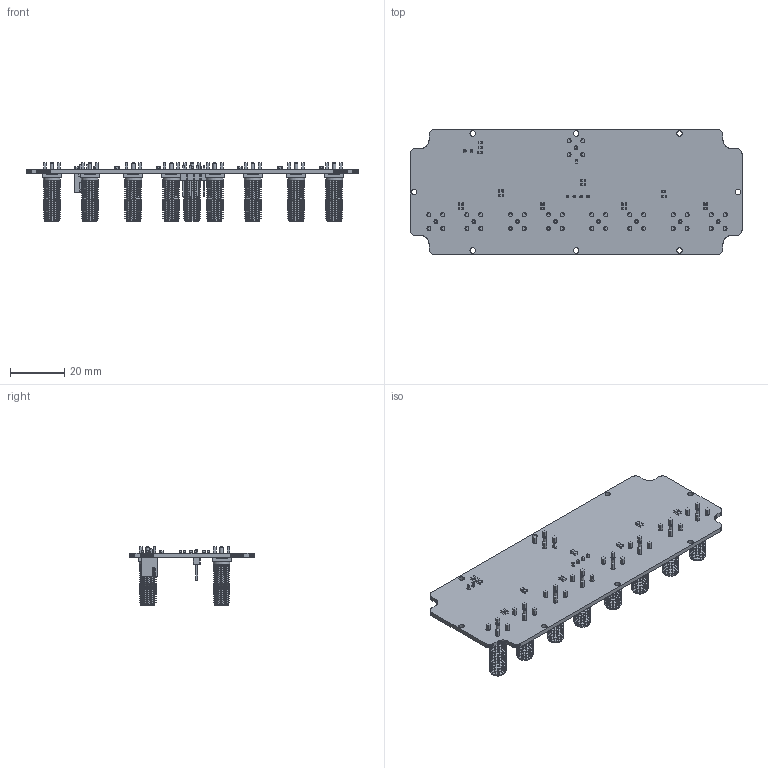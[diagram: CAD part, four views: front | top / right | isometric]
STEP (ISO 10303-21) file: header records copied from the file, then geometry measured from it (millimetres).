
FILE_DESCRIPTION(('KiCad electronic assembly'),'2;1');
FILE_NAME('TX_switch_cavity(2mm).step','2023-07-15T11:42:37',('Pcbnew'), ('Kicad'),'Open CASCADE STEP processor 7.6','KiCad to STEP converter', 'Unknown');
FILE_SCHEMA(('AUTOMOTIVE_DESIGN { 1 0 10303 214 1 1 1 1 }'));
Length unit declared in the file: millimetre
Products named in the file (10): TX_switch_cavity(2mm) 1; C_0603_1608Metric; SOLID; SMA_Amphenol_132291_Vertical; PinHeader_1x04_P2.54mm_Vertical; JST_XH_B2B-XH-A_1x02_P2.50mm_Vertical; PCB
Assembly tree (34 placements, depth 3):
  TX_switch_cavity(2mm) 1
    C_0603_1608Metric  x18
      SOLID
    SMA_Amphenol_132291_Vertical  x9
      SOLID
    PinHeader_1x04_P2.54mm_Vertical
      SOLID
    JST_XH_B2B-XH-A_1x02_P2.50mm_Vertical
      SOLID
    PCB
Bounding box: 122.3 x 46.1 x 21.52 mm (x, y, z)
Volume: 12933.4 mm3; surface area: 18973.9 mm2
Topology: 30 solids, 30 shells, 2155 faces, 5037 edges, 3053 vertices
Faces by surface type: plane 1048, cylinder 702, cone 405
Full cylindrical faces by diameter (mm): 0.96 x9, 1 x6, 1.27 x9, 1.4 x9, 1.5 x36, 2 x8, 3.8 x9, 4.06 x9, 4.65 x9, 5.3 x189, 6.19 x189
Entity records: 40758 total; most frequent: CARTESIAN_POINT 6938, DIRECTION 5902, LINE 4138, VECTOR 4138, ORIENTED_EDGE 3034, PCURVE 3034, DEFINITIONAL_REPRESENTATION 3034, EDGE_CURVE 1517
